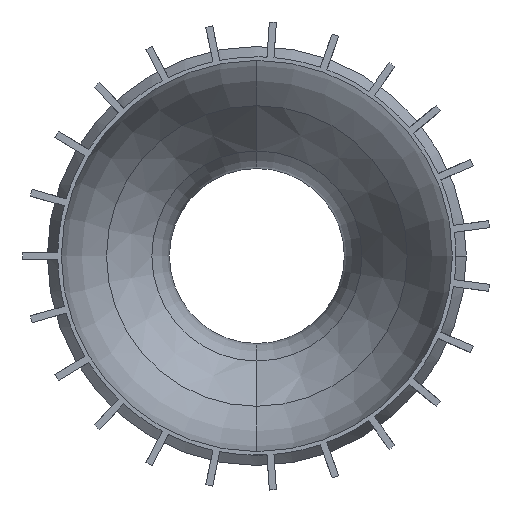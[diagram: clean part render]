
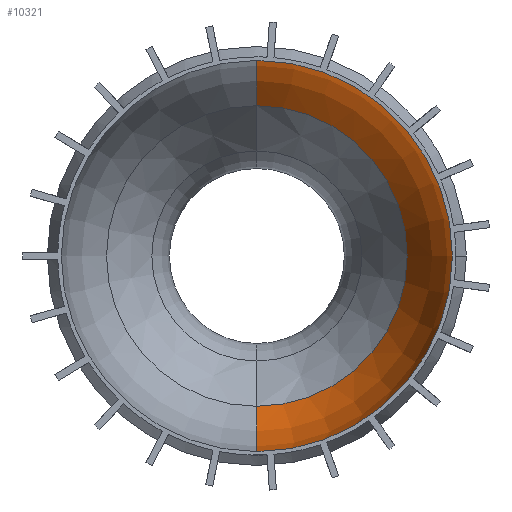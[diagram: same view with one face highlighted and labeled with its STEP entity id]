
A CAD part, left-side view. The second image highlights one B-rep face of the part: STEP entity #10321.
In plain terms, the highlighted toroidal (fillet/blend) face has major radius 40.384 mm and minor radius 95.885 mm.
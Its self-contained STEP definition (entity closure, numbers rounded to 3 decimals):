
#46 = DIRECTION ( 'NONE',  ( 0., 0., 1. ) ) ;
#166 = EDGE_CURVE ( 'NONE', #11952, #10279, #12482, .T. ) ;
#370 = CARTESIAN_POINT ( 'NONE',  ( 144.935, 0., -55.501 ) ) ;
#1478 = DIRECTION ( 'NONE',  ( 0., 0., 1. ) ) ;
#1529 = CARTESIAN_POINT ( 'NONE',  ( 144.935, 0., 55.501 ) ) ;
#1712 = AXIS2_PLACEMENT_3D ( 'NONE', #2660, #8207, #46 ) ;
#2461 = ORIENTED_EDGE ( 'NONE', *, *, #13386, .T. ) ;
#2582 = DIRECTION ( 'NONE',  ( -1., 0., 0. ) ) ;
#2660 = CARTESIAN_POINT ( 'NONE',  ( 144.935, 0., 40.384 ) ) ;
#2954 = DIRECTION ( 'NONE',  ( -1., 0., 0. ) ) ;
#3101 = CARTESIAN_POINT ( 'NONE',  ( 192.877, 0., -42.655 ) ) ;
#4123 = FACE_OUTER_BOUND ( 'NONE', #4417, .T. ) ;
#4217 = ORIENTED_EDGE ( 'NONE', *, *, #9990, .F. ) ;
#4325 = DIRECTION ( 'NONE',  ( 0., 0., -1. ) ) ;
#4417 = EDGE_LOOP ( 'NONE', ( #12264, #5572, #2461, #4217 ) ) ;
#4581 = AXIS2_PLACEMENT_3D ( 'NONE', #11983, #2582, #8130 ) ;
#4583 = CARTESIAN_POINT ( 'NONE',  ( 144.935, 0., -40.384 ) ) ;
#4810 = CIRCLE ( 'NONE', #1712, 95.885 ) ;
#5572 = ORIENTED_EDGE ( 'NONE', *, *, #9533, .T. ) ;
#6784 = AXIS2_PLACEMENT_3D ( 'NONE', #9478, #13484, #1478 ) ;
#8130 = DIRECTION ( 'NONE',  ( 0., 0., 1. ) ) ;
#8207 = DIRECTION ( 'NONE',  ( 0., 1., 0. ) ) ;
#8233 = DIRECTION ( 'NONE',  ( 0., 0., 1. ) ) ;
#9478 = CARTESIAN_POINT ( 'NONE',  ( 144.935, 0., 0. ) ) ;
#9533 = EDGE_CURVE ( 'NONE', #11952, #16909, #4810, .T. ) ;
#9539 = VERTEX_POINT ( 'NONE', #1529 ) ;
#9545 = CARTESIAN_POINT ( 'NONE',  ( 192.877, 0., 0. ) ) ;
#9849 = DIRECTION ( 'NONE',  ( 0., -1., 0. ) ) ;
#9990 = EDGE_CURVE ( 'NONE', #10279, #9539, #12652, .T. ) ;
#10279 = VERTEX_POINT ( 'NONE', #13142 ) ;
#10321 = ADVANCED_FACE ( 'NONE', ( #4123 ), #14320, .F. ) ;
#11952 = VERTEX_POINT ( 'NONE', #3101 ) ;
#11983 = CARTESIAN_POINT ( 'NONE',  ( 144.935, 0., 0. ) ) ;
#12264 = ORIENTED_EDGE ( 'NONE', *, *, #166, .F. ) ;
#12482 = CIRCLE ( 'NONE', #13307, 42.655 ) ;
#12652 = CIRCLE ( 'NONE', #13202, 95.885 ) ;
#13142 = CARTESIAN_POINT ( 'NONE',  ( 192.877, 0., 42.655 ) ) ;
#13202 = AXIS2_PLACEMENT_3D ( 'NONE', #4583, #9849, #4325 ) ;
#13307 = AXIS2_PLACEMENT_3D ( 'NONE', #9545, #2954, #8233 ) ;
#13386 = EDGE_CURVE ( 'NONE', #16909, #9539, #15463, .T. ) ;
#13484 = DIRECTION ( 'NONE',  ( -1., 0., 0. ) ) ;
#14320 = TOROIDAL_SURFACE ( 'NONE', #6784, -40.384, 95.885 ) ;
#15463 = CIRCLE ( 'NONE', #4581, 55.501 ) ;
#16909 = VERTEX_POINT ( 'NONE', #370 ) ;
